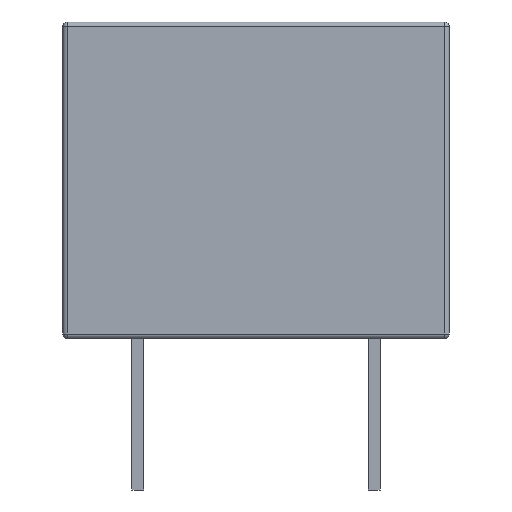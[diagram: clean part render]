
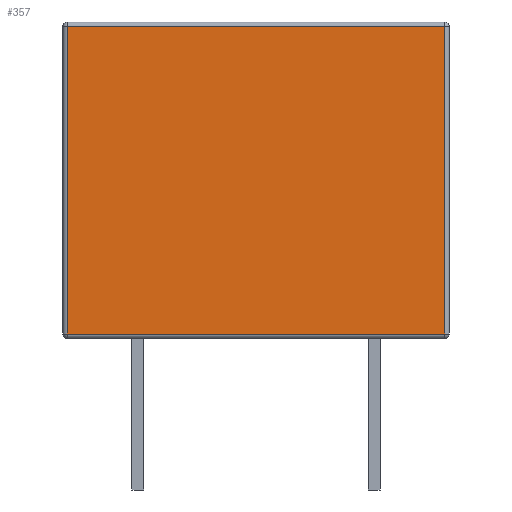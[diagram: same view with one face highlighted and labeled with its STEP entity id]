
A CAD part, left-side view. The second image highlights one B-rep face of the part: STEP entity #357.
In plain terms, the highlighted planar face has unit normal (-1, 0, 0).
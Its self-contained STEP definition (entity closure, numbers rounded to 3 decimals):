
#357 = ADVANCED_FACE( '', ( #894 ), #895, .F. );
#894 = FACE_OUTER_BOUND( '', #1649, .T. );
#895 = PLANE( '', #1650 );
#1649 = EDGE_LOOP( '', ( #2809, #2810, #2811, #2812 ) );
#1650 = AXIS2_PLACEMENT_3D( '', #2813, #2814, #2815 );
#2809 = ORIENTED_EDGE( '', *, *, #5211, .T. );
#2810 = ORIENTED_EDGE( '', *, *, #5218, .T. );
#2811 = ORIENTED_EDGE( '', *, *, #5219, .T. );
#2812 = ORIENTED_EDGE( '', *, *, #5220, .T. );
#2813 = CARTESIAN_POINT( '', ( -4.15, 4.15, 3.4 ) );
#2814 = DIRECTION( '', ( 1., 0., 0. ) );
#2815 = DIRECTION( '', ( 0., 0., -1. ) );
#5211 = EDGE_CURVE( '', #6210, #6215, #6217, .F. );
#5218 = EDGE_CURVE( '', #6215, #6228, #6229, .T. );
#5219 = EDGE_CURVE( '', #6228, #6230, #6231, .T. );
#5220 = EDGE_CURVE( '', #6230, #6210, #6232, .F. );
#6210 = VERTEX_POINT( '', #8063 );
#6215 = VERTEX_POINT( '', #8069 );
#6217 = LINE( '', #8071, #8072 );
#6228 = VERTEX_POINT( '', #8091 );
#6229 = LINE( '', #8092, #8093 );
#6230 = VERTEX_POINT( '', #8094 );
#6231 = LINE( '', #8095, #8096 );
#6232 = LINE( '', #8097, #8098 );
#8063 = CARTESIAN_POINT( '', ( -4.15, -4.05, 3.3 ) );
#8069 = CARTESIAN_POINT( '', ( -4.15, 4.05, 3.3 ) );
#8071 = CARTESIAN_POINT( '', ( -4.15, 4.15, 3.3 ) );
#8072 = VECTOR( '', #10224, 1000. );
#8091 = CARTESIAN_POINT( '', ( -4.15, 4.05, -3.3 ) );
#8092 = CARTESIAN_POINT( '', ( -4.15, 4.05, 3.4 ) );
#8093 = VECTOR( '', #10227, 1000. );
#8094 = CARTESIAN_POINT( '', ( -4.15, -4.05, -3.3 ) );
#8095 = CARTESIAN_POINT( '', ( -4.15, 4.15, -3.3 ) );
#8096 = VECTOR( '', #10228, 1000. );
#8097 = CARTESIAN_POINT( '', ( -4.15, -4.05, 3.4 ) );
#8098 = VECTOR( '', #10229, 1000. );
#10224 = DIRECTION( '', ( 0., -1., 0. ) );
#10227 = DIRECTION( '', ( 0., 0., -1. ) );
#10228 = DIRECTION( '', ( 0., -1., 0. ) );
#10229 = DIRECTION( '', ( 0., 0., -1. ) );
